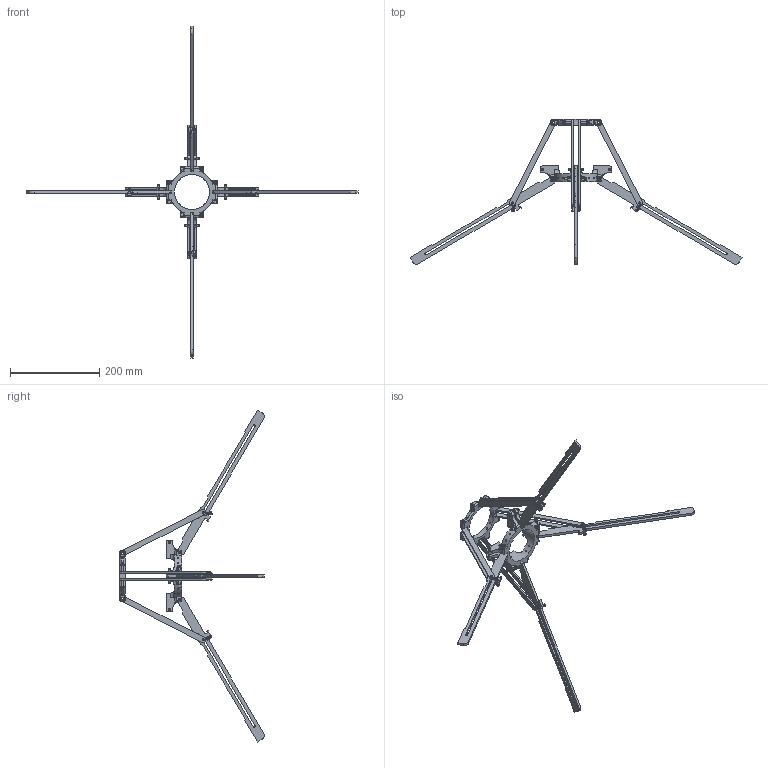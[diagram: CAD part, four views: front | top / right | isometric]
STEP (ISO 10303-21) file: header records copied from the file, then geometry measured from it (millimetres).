
FILE_DESCRIPTION(/* description */ (''),/* implementation_level */ '2;1');
FILE_NAME(/* name */ 'Landing Leg Assembly.step',/* time_stamp */ '2025-10-16T22:24:42-04:00',/* author */ (''),/* organization */ (''),/* preprocessor_version */ 'ST-DEVELOPER v20.1',/* originating_system */ 'Autodesk Translation Framework v14.17.0.0',/* authorisation */ '');
FILE_SCHEMA (('AUTOMOTIVE_DESIGN { 1 0 10303 214 3 1 1 }'));
Length unit declared in the file: inch
Products named in the file (16): Landing Leg Assembly; Base Leg Attachment; Landing Leg; HSHCS ANSI B18.3 - 10-32 UNF x 1 3/4 Steel Grade 2 Plain; Locking Piece Attachment; Locking Piece; Pin; Locking Piece_1; Pin_1; DIN 912 - M3 x 0.5 x 10 Steel 4.6 Plain; Ratchet; DIN 912 - M3 x 0.5 x 16 Steel 4.6 Plain; DIN 912 - M2 x 0.4 x 16 Steel 4.6 Plain; Ratcher Spacers; DIN 934 - M2 x 0.4 Steel 6 Plain; DIN 934 - M3 x 0.5 Steel 6 Plain
Assembly tree (58 placements, depth 2):
  Landing Leg Assembly
    Base Leg Attachment
    Landing Leg  x4
    HSHCS ANSI B18.3 - 10-32 UNF x 1 3/4 Steel Grade 2 Plain  x4
    Locking Piece Attachment
    Locking Piece_1  x7
    Locking Piece
    Pin
    Pin_1  x3
    Ratchet  x8
    DIN 912 - M3 x 0.5 x 16 Steel 4.6 Plain  x4
    DIN 934 - M3 x 0.5 Steel 6 Plain  x4
    Ratcher Spacers  x4
    DIN 912 - M2 x 0.4 x 16 Steel 4.6 Plain  x4
    DIN 934 - M2 x 0.4 Steel 6 Plain  x4
    DIN 912 - M3 x 0.5 x 10 Steel 4.6 Plain  x8
Bounding box: 743.96 x 324.48 x 743.96 mm (x, y, z)
Volume: 363840.4 mm3; surface area: 201737.1 mm2
Topology: 58 solids, 58 shells, 1149 faces, 2706 edges, 1712 vertices
Faces by surface type: plane 659, cylinder 386, cone 60, torus 44
Full cylindrical faces by diameter (mm): 1.623 x4, 1.933 x4, 2.4 x12, 2.529 x4, 2.927 x12, 3.2 x12, 3.3 x16, 3.607 x8, 3.8 x4, 4.727 x4, 4.826 x40, 5.08 x4, 5.5 x12, 6.35 x4, 7.925 x4, 78.994 x2
Entity records: 17376 total; most frequent: CARTESIAN_POINT 4477, DIRECTION 2607, ORIENTED_EDGE 2530, EDGE_CURVE 1265, AXIS2_PLACEMENT_3D 952, VERTEX_POINT 814, LINE 703, VECTOR 703
